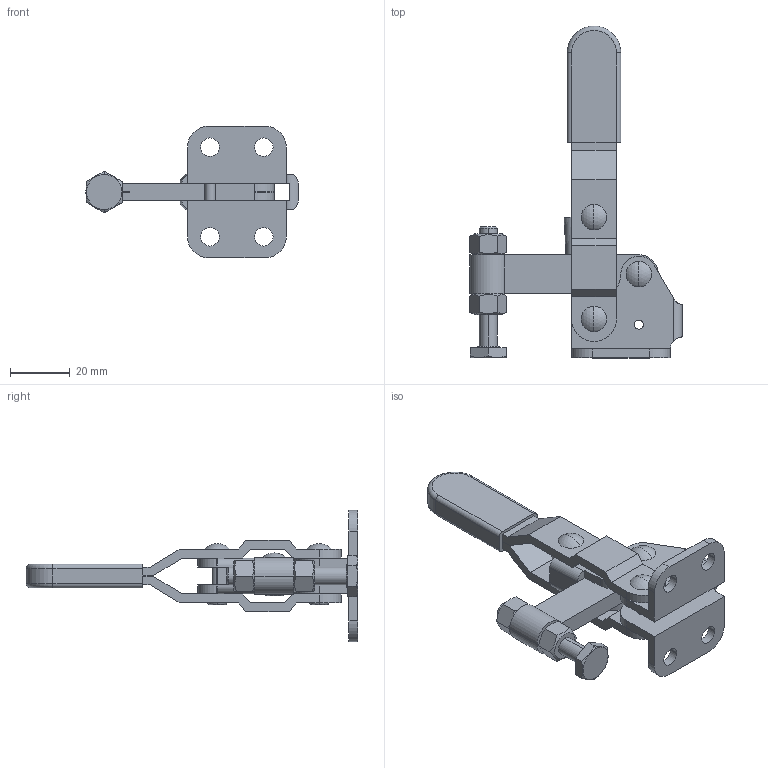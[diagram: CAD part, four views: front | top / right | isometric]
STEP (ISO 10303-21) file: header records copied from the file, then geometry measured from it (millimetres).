
FILE_DESCRIPTION (( 'STEP AP214' ), '1' );
FILE_NAME ('GH-11401(Â²¤Æ).STEP', '2020-05-22T02:27:19', ( 'LinWei' ), ( '' ), 'SwSTEP 2.0', 'SolidWorks 2016', '' );
FILE_SCHEMA (( 'AUTOMOTIVE_DESIGN' ));
Length unit declared in the file: millimetre
Products named in the file (6): 11140108-1^GH-11401(簡化); Group5^GH-11401(簡化); Group4^GH-11401(簡化); Group2^GH-11401(簡化); Group1^GH-11401(簡化); GH-11401(簡化)
Assembly tree (5 placements, depth 2):
  GH-11401(簡化)
    Group1^GH-11401(簡化)
    Group2^GH-11401(簡化)
    Group4^GH-11401(簡化)
    Group5^GH-11401(簡化)
    11140108-1^GH-11401(簡化)
Bounding box: 71.03 x 111 x 44 mm (x, y, z)
Volume: 30069.2 mm3; surface area: 22070 mm2
Topology: 5 solids, 5 shells, 224 faces, 586 edges, 388 vertices
Faces by surface type: plane 103, cylinder 89, torus 12, cone 12, sphere 8
Entity records: 8092 total; most frequent: CARTESIAN_POINT 1542, DIRECTION 1240, ORIENTED_EDGE 1172, EDGE_CURVE 586, AXIS2_PLACEMENT_3D 466, VERTEX_POINT 388, VECTOR 308, LINE 308
